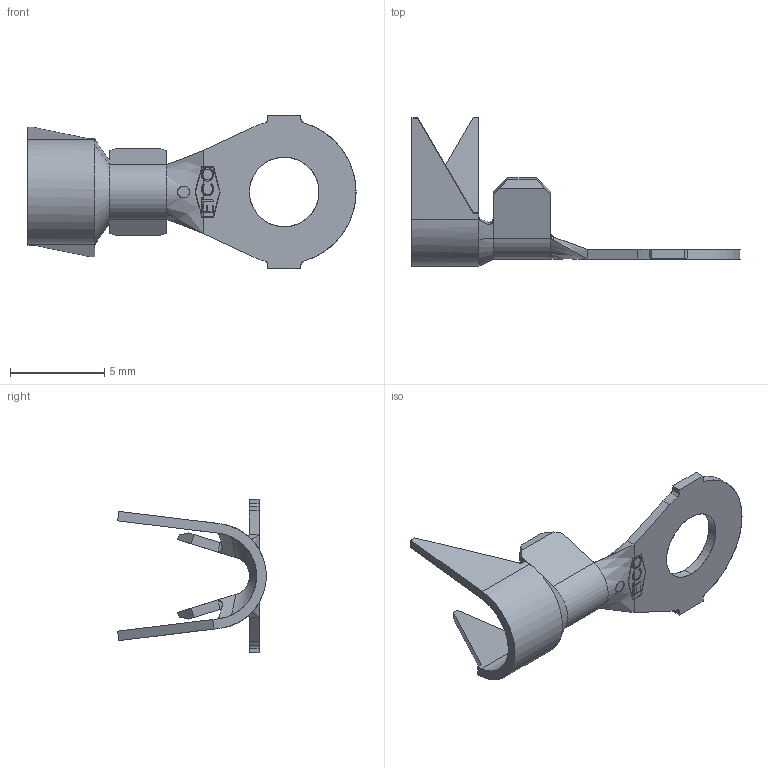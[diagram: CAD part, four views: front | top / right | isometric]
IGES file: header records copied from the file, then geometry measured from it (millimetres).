
Start section: SolidWorks IGES file using analytic representation for surfaces
Global section: file name: 01786.IGS; native system: SolidWorks 2014; preprocessor: SolidWorks 2014; author: sjohnson; date: 150206.114849; units: inch
Bounding box: 17.4 x 7.87 x 8.13 mm (x, y, z)
Surface area: 303.3 mm2 (no closed solid volume)
Topology: 0 solids, 0 shells, 172 faces, 1409 edges, 1406 vertices
Faces by surface type: bspline 145, revolution 27
